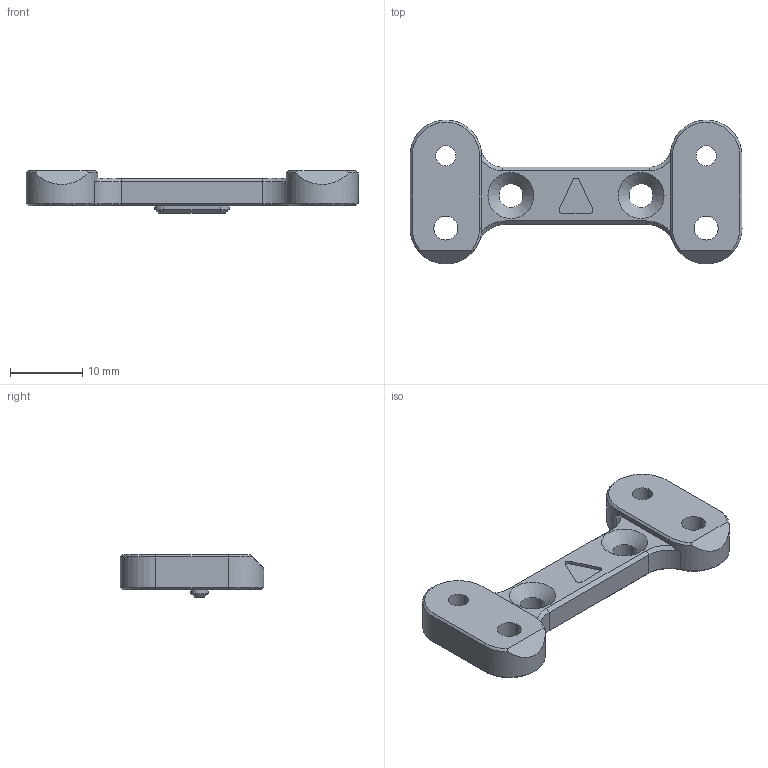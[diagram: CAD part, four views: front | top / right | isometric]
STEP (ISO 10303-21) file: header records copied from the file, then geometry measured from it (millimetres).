
FILE_DESCRIPTION(/* description */ (''),/* implementation_level */ '2;1');
FILE_NAME(/* name */ 'SdE mtal - v3 (tte plate) (anodisation 0.07mm).step',/* time_stamp */ '2023-06-03T22:16:34+02:00',/* author */ (''),/* organization */ (''),/* preprocessor_version */ 'ST-DEVELOPER v19.2',/* originating_system */ 'Autodesk Translation Framework v12.6.0.85',/* authorisation */ '');
FILE_SCHEMA (('AUTOMOTIVE_DESIGN { 1 0 10303 214 3 1 1 }'));
Length unit declared in the file: millimetre
Products named in the file (2): QD Plate home made; Sd'E métal vis tête plate (les vis rentrent de 7mm max dans 
la tige d'élévation)
Bounding box: 45.9 x 19.9 x 5.86 mm (x, y, z)
Volume: 1967.9 mm3; surface area: 1975.8 mm2
Topology: 1 solids, 1 shells, 84 faces, 194 edges, 118 vertices
Faces by surface type: plane 35, cone 26, cylinder 23
Full cylindrical faces by diameter (mm): 2.8 x2, 3.3 x4, 7.64 x4
Entity records: 2492 total; most frequent: DIRECTION 436, CARTESIAN_POINT 427, ORIENTED_EDGE 388, EDGE_CURVE 194, AXIS2_PLACEMENT_3D 165, VERTEX_POINT 118, LINE 106, VECTOR 106
